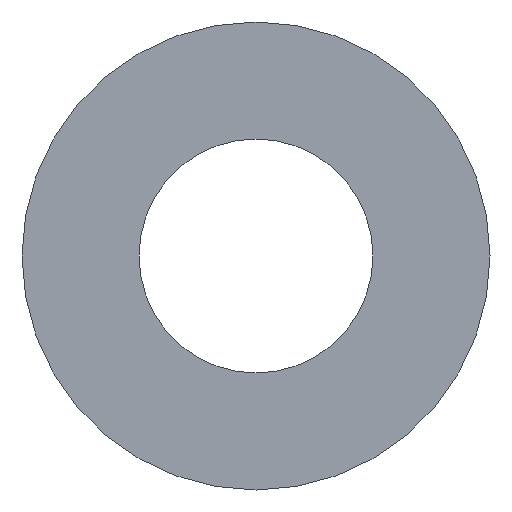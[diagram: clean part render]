
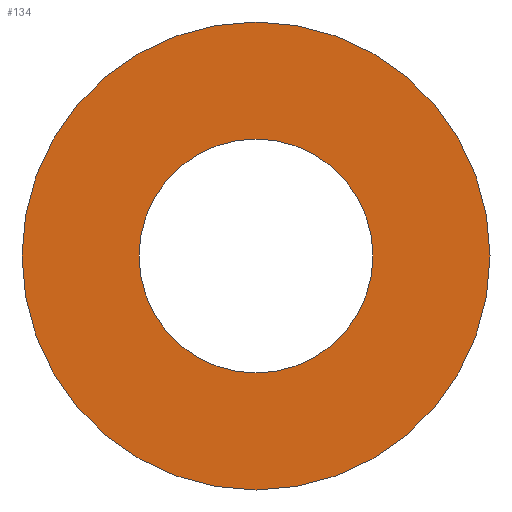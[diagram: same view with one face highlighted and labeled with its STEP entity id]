
A CAD part, front view. The second image highlights one B-rep face of the part: STEP entity #134.
In plain terms, the highlighted planar face has unit normal (0, -1, 0).
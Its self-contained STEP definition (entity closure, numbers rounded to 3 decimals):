
#10 = AXIS2_PLACEMENT_3D ( 'NONE', #192, #97, #84 ) ;
#22 = VERTEX_POINT ( 'NONE', #64 ) ;
#25 = DIRECTION ( 'NONE',  ( 0., 0., 1. ) ) ;
#27 = CIRCLE ( 'NONE', #123, 1.25 ) ;
#30 = CARTESIAN_POINT ( 'NONE',  ( 0., 0., 1.25 ) ) ;
#38 = CARTESIAN_POINT ( 'NONE',  ( 0., 0., 0. ) ) ;
#49 = CARTESIAN_POINT ( 'NONE',  ( 0., 0., 0. ) ) ;
#58 = EDGE_LOOP ( 'NONE', ( #121, #244 ) ) ;
#64 = CARTESIAN_POINT ( 'NONE',  ( 0., 0., -1.25 ) ) ;
#66 = EDGE_CURVE ( 'NONE', #22, #227, #27, .T. ) ;
#84 = DIRECTION ( 'NONE',  ( 0., 0., 1. ) ) ;
#92 = FACE_BOUND ( 'NONE', #58, .T. ) ;
#96 = EDGE_LOOP ( 'NONE', ( #98, #206 ) ) ;
#97 = DIRECTION ( 'NONE',  ( 0., 1., 0. ) ) ;
#98 = ORIENTED_EDGE ( 'NONE', *, *, #228, .F. ) ;
#99 = PLANE ( 'NONE',  #196 ) ;
#102 = DIRECTION ( 'NONE',  ( 0., 1., 0. ) ) ;
#105 = EDGE_CURVE ( 'NONE', #227, #22, #145, .T. ) ;
#109 = DIRECTION ( 'NONE',  ( 0., 0., 1. ) ) ;
#117 = AXIS2_PLACEMENT_3D ( 'NONE', #49, #129, #109 ) ;
#121 = ORIENTED_EDGE ( 'NONE', *, *, #105, .T. ) ;
#122 = CARTESIAN_POINT ( 'NONE',  ( 0., 0., 0. ) ) ;
#123 = AXIS2_PLACEMENT_3D ( 'NONE', #122, #102, #215 ) ;
#129 = DIRECTION ( 'NONE',  ( 0., 1., 0. ) ) ;
#130 = EDGE_CURVE ( 'NONE', #155, #158, #239, .T. ) ;
#134 = ADVANCED_FACE ( 'NONE', ( #92, #151 ), #99, .F. ) ;
#145 = CIRCLE ( 'NONE', #10, 1.25 ) ;
#146 = CARTESIAN_POINT ( 'NONE',  ( 0., 0., 0. ) ) ;
#148 = CARTESIAN_POINT ( 'NONE',  ( 0., 0., 2.5 ) ) ;
#151 = FACE_OUTER_BOUND ( 'NONE', #96, .T. ) ;
#155 = VERTEX_POINT ( 'NONE', #148 ) ;
#158 = VERTEX_POINT ( 'NONE', #222 ) ;
#167 = AXIS2_PLACEMENT_3D ( 'NONE', #38, #232, #190 ) ;
#190 = DIRECTION ( 'NONE',  ( 0., 0., 1. ) ) ;
#192 = CARTESIAN_POINT ( 'NONE',  ( 0., 0., 0. ) ) ;
#196 = AXIS2_PLACEMENT_3D ( 'NONE', #146, #199, #25 ) ;
#199 = DIRECTION ( 'NONE',  ( 0., 1., 0. ) ) ;
#206 = ORIENTED_EDGE ( 'NONE', *, *, #130, .F. ) ;
#213 = CIRCLE ( 'NONE', #117, 2.5 ) ;
#215 = DIRECTION ( 'NONE',  ( 0., 0., 1. ) ) ;
#222 = CARTESIAN_POINT ( 'NONE',  ( 0., 0., -2.5 ) ) ;
#227 = VERTEX_POINT ( 'NONE', #30 ) ;
#228 = EDGE_CURVE ( 'NONE', #158, #155, #213, .T. ) ;
#232 = DIRECTION ( 'NONE',  ( 0., 1., 0. ) ) ;
#239 = CIRCLE ( 'NONE', #167, 2.5 ) ;
#244 = ORIENTED_EDGE ( 'NONE', *, *, #66, .T. ) ;
